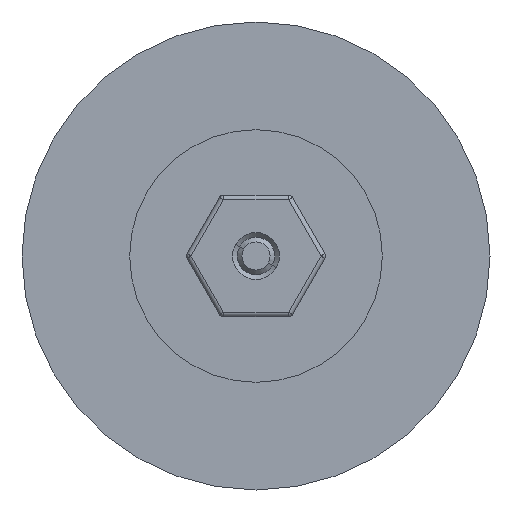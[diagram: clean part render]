
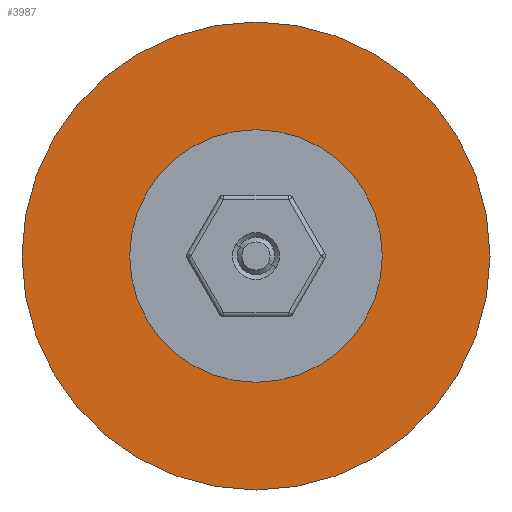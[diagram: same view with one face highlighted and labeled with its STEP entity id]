
A CAD part, front view. The second image highlights one B-rep face of the part: STEP entity #3987.
In plain terms, the highlighted planar face has unit normal (0, -1, 0).
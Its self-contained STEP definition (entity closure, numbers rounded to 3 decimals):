
#5 = FACE_OUTER_BOUND ( 'NONE', #1409, .T. ) ;
#204 = DIRECTION ( 'NONE',  ( 0., 0., -1. ) ) ;
#261 = CARTESIAN_POINT ( 'NONE',  ( 0., 0.064, 0. ) ) ;
#366 = CARTESIAN_POINT ( 'NONE',  ( 13.5, 0.064, 0. ) ) ;
#438 = EDGE_CURVE ( 'NONE', #3545, #1766, #1990, .T. ) ;
#441 = AXIS2_PLACEMENT_3D ( 'NONE', #366, #699, #1331 ) ;
#661 = CIRCLE ( 'NONE', #4098, 25. ) ;
#699 = DIRECTION ( 'NONE',  ( 0., -1., 0. ) ) ;
#1191 = DIRECTION ( 'NONE',  ( 0., -1., 0. ) ) ;
#1248 = EDGE_CURVE ( 'NONE', #1766, #3545, #3646, .T. ) ;
#1286 = DIRECTION ( 'NONE',  ( 0., -1., 0. ) ) ;
#1331 = DIRECTION ( 'NONE',  ( 0., 0., -1. ) ) ;
#1409 = EDGE_LOOP ( 'NONE', ( #3527, #3288 ) ) ;
#1481 = CARTESIAN_POINT ( 'NONE',  ( 0., 0.064, 25. ) ) ;
#1487 = AXIS2_PLACEMENT_3D ( 'NONE', #261, #1629, #4367 ) ;
#1629 = DIRECTION ( 'NONE',  ( 0., -1., 0. ) ) ;
#1713 = AXIS2_PLACEMENT_3D ( 'NONE', #3550, #1191, #4247 ) ;
#1766 = VERTEX_POINT ( 'NONE', #3436 ) ;
#1772 = DIRECTION ( 'NONE',  ( 0., 0., -1. ) ) ;
#1990 = CIRCLE ( 'NONE', #1487, 13.5 ) ;
#1996 = CARTESIAN_POINT ( 'NONE',  ( 0., 0.064, -25. ) ) ;
#2003 = PLANE ( 'NONE',  #441 ) ;
#2173 = CARTESIAN_POINT ( 'NONE',  ( 0., 0.064, 0. ) ) ;
#2234 = AXIS2_PLACEMENT_3D ( 'NONE', #2659, #1286, #204 ) ;
#2659 = CARTESIAN_POINT ( 'NONE',  ( 0., 0.064, 0. ) ) ;
#2672 = CIRCLE ( 'NONE', #2234, 25. ) ;
#2694 = VERTEX_POINT ( 'NONE', #1481 ) ;
#2775 = VERTEX_POINT ( 'NONE', #1996 ) ;
#2783 = FACE_BOUND ( 'NONE', #4183, .T. ) ;
#3288 = ORIENTED_EDGE ( 'NONE', *, *, #3807, .T. ) ;
#3436 = CARTESIAN_POINT ( 'NONE',  ( 0., 0.064, -13.5 ) ) ;
#3463 = ORIENTED_EDGE ( 'NONE', *, *, #438, .F. ) ;
#3464 = ORIENTED_EDGE ( 'NONE', *, *, #1248, .F. ) ;
#3527 = ORIENTED_EDGE ( 'NONE', *, *, #4121, .T. ) ;
#3545 = VERTEX_POINT ( 'NONE', #3888 ) ;
#3550 = CARTESIAN_POINT ( 'NONE',  ( 0., 0.064, 0. ) ) ;
#3646 = CIRCLE ( 'NONE', #1713, 13.5 ) ;
#3807 = EDGE_CURVE ( 'NONE', #2694, #2775, #2672, .T. ) ;
#3839 = DIRECTION ( 'NONE',  ( 0., -1., 0. ) ) ;
#3888 = CARTESIAN_POINT ( 'NONE',  ( 0., 0.064, 13.5 ) ) ;
#3987 = ADVANCED_FACE ( 'NONE', ( #5, #2783 ), #2003, .T. ) ;
#4098 = AXIS2_PLACEMENT_3D ( 'NONE', #2173, #3839, #1772 ) ;
#4121 = EDGE_CURVE ( 'NONE', #2775, #2694, #661, .T. ) ;
#4183 = EDGE_LOOP ( 'NONE', ( #3464, #3463 ) ) ;
#4247 = DIRECTION ( 'NONE',  ( 0., 0., -1. ) ) ;
#4367 = DIRECTION ( 'NONE',  ( 0., 0., -1. ) ) ;
